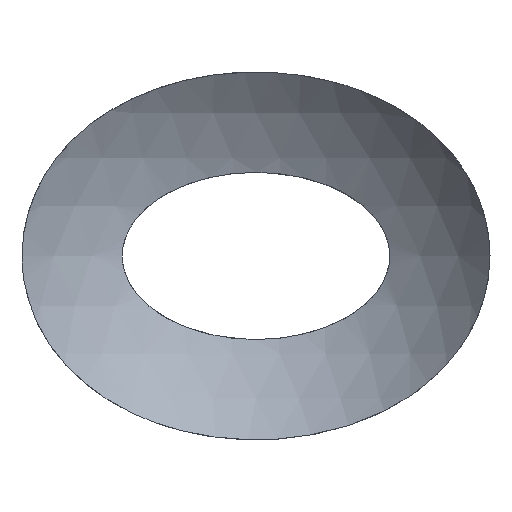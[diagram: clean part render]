
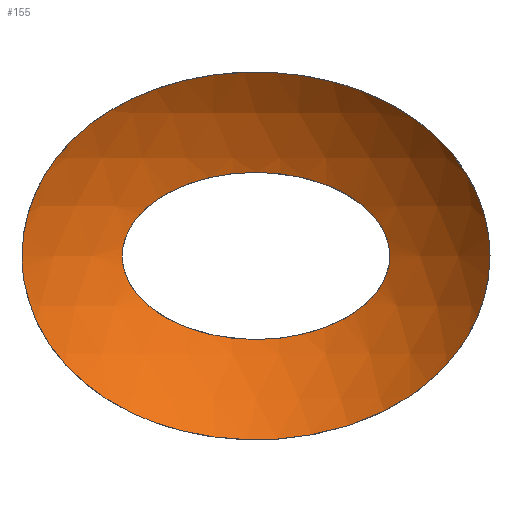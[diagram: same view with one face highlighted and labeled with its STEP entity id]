
A CAD part, front view. The second image highlights one B-rep face of the part: STEP entity #155.
In plain terms, the highlighted spherical face has radius 8.5 mm.
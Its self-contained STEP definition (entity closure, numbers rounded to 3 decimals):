
#46=FACE_BOUND('',#61,.T.);
#50=FACE_OUTER_BOUND('',#60,.T.);
#60=EDGE_LOOP('',(#114,#115));
#61=EDGE_LOOP('',(#116,#117));
#74=B_SPLINE_CURVE_WITH_KNOTS('',3,(#229,#230,#231,#232,#233,#234,#235,
#236,#237,#238,#239,#240,#241,#242,#243,#244,#245,#246,#247,#248,#249,#250,
#251,#252),.UNSPECIFIED.,.F.,.F.,(4,2,2,2,2,2,2,2,2,2,2,4),(0.,0.103,
0.294,0.539,0.816,1.025,
1.271,1.588,1.713,1.949,2.036,
2.109),.UNSPECIFIED.);
#75=B_SPLINE_CURVE_WITH_KNOTS('',3,(#253,#254,#255,#256,#257,#258,#259,
#260,#261,#262,#263,#264,#265,#266,#267,#268,#269,#270,#271,#272,#273,#274,
#275,#276),.UNSPECIFIED.,.F.,.F.,(4,2,2,2,2,2,2,2,2,2,2,4),(0.,0.102,
0.272,0.46,0.672,0.832,
1.02,1.263,1.359,1.542,1.611,
1.668),.UNSPECIFIED.);
#76=B_SPLINE_CURVE_WITH_KNOTS('',3,(#279,#280,#281,#282,#283,#284,#285,
#286,#287,#288,#289,#290,#291,#292,#293,#294,#295,#296,#297,#298,#299,#300),
 .UNSPECIFIED.,.F.,.F.,(4,2,2,2,2,2,2,2,2,2,4),(0.,0.057,0.124,
0.238,0.35,0.444,0.537,
0.649,0.763,0.83,0.887),
 .UNSPECIFIED.);
#77=B_SPLINE_CURVE_WITH_KNOTS('',3,(#301,#302,#303,#304,#305,#306,#307,
#308,#309,#310,#311,#312,#313,#314,#315,#316,#317,#318,#319,#320,#321,#322),
 .UNSPECIFIED.,.F.,.F.,(4,2,2,2,2,2,2,2,2,2,4),(0.,0.057,0.124,
0.238,0.35,0.443,0.536,
0.648,0.763,0.83,0.887),
 .UNSPECIFIED.);
#80=VERTEX_POINT('',#227);
#81=VERTEX_POINT('',#228);
#82=VERTEX_POINT('',#277);
#83=VERTEX_POINT('',#278);
#94=EDGE_CURVE('',#80,#81,#74,.T.);
#95=EDGE_CURVE('',#81,#80,#75,.T.);
#96=EDGE_CURVE('',#82,#83,#76,.T.);
#97=EDGE_CURVE('',#83,#82,#77,.T.);
#114=ORIENTED_EDGE('',*,*,#94,.F.);
#115=ORIENTED_EDGE('',*,*,#95,.F.);
#116=ORIENTED_EDGE('',*,*,#96,.T.);
#117=ORIENTED_EDGE('',*,*,#97,.T.);
#154=SPHERICAL_SURFACE('',#179,8.5);
#155=ADVANCED_FACE('',(#50,#46),#154,.F.);
#179=AXIS2_PLACEMENT_3D('',#226,#193,#194);
#193=DIRECTION('center_axis',(0.,0.,1.));
#194=DIRECTION('ref_axis',(-1.,0.,0.));
#226=CARTESIAN_POINT('Origin',(0.,-4.822,0.));
#227=CARTESIAN_POINT('',(7.,0.,0.));
#228=CARTESIAN_POINT('',(-7.,0.,0.));
#229=CARTESIAN_POINT('Ctrl Pts',(7.,0.,0.));
#230=CARTESIAN_POINT('Ctrl Pts',(7.,0.,
-0.342));
#231=CARTESIAN_POINT('Ctrl Pts',(6.96,0.021,-0.686));
#232=CARTESIAN_POINT('Ctrl Pts',(6.745,0.127,-1.637));
#233=CARTESIAN_POINT('Ctrl Pts',(6.494,0.248,-2.155));
#234=CARTESIAN_POINT('Ctrl Pts',(5.864,0.52,-3.125));
#235=CARTESIAN_POINT('Ctrl Pts',(5.421,0.696,-3.586));
#236=CARTESIAN_POINT('Ctrl Pts',(4.327,1.06,-4.415));
#237=CARTESIAN_POINT('Ctrl Pts',(3.492,1.305,-4.889));
#238=CARTESIAN_POINT('Ctrl Pts',(1.534,1.607,-5.416));
#239=CARTESIAN_POINT('Ctrl Pts',(0.655,1.67,-5.518));
#240=CARTESIAN_POINT('Ctrl Pts',(-1.264,1.642,-5.473));
#241=CARTESIAN_POINT('Ctrl Pts',(-2.192,1.524,-5.278));
#242=CARTESIAN_POINT('Ctrl Pts',(-3.95,1.183,-4.661));
#243=CARTESIAN_POINT('Ctrl Pts',(-4.729,0.937,-4.166));
#244=CARTESIAN_POINT('Ctrl Pts',(-5.527,0.648,-3.447));
#245=CARTESIAN_POINT('Ctrl Pts',(-5.736,0.567,-3.226));
#246=CARTESIAN_POINT('Ctrl Pts',(-6.284,0.344,-2.536));
#247=CARTESIAN_POINT('Ctrl Pts',(-6.605,0.194,-1.981));
#248=CARTESIAN_POINT('Ctrl Pts',(-6.87,0.065,-1.109));
#249=CARTESIAN_POINT('Ctrl Pts',(-6.923,0.039,-0.866));
#250=CARTESIAN_POINT('Ctrl Pts',(-6.985,0.008,
-0.415));
#251=CARTESIAN_POINT('Ctrl Pts',(-7.,0.,-0.207));
#252=CARTESIAN_POINT('Ctrl Pts',(-7.,0.,0.));
#253=CARTESIAN_POINT('Ctrl Pts',(-7.,0.,0.));
#254=CARTESIAN_POINT('Ctrl Pts',(-7.,0.,0.342));
#255=CARTESIAN_POINT('Ctrl Pts',(-6.96,0.021,0.685));
#256=CARTESIAN_POINT('Ctrl Pts',(-6.761,0.119,1.566));
#257=CARTESIAN_POINT('Ctrl Pts',(-6.542,0.227,2.079));
#258=CARTESIAN_POINT('Ctrl Pts',(-5.87,0.518,3.118));
#259=CARTESIAN_POINT('Ctrl Pts',(-5.428,0.693,3.58));
#260=CARTESIAN_POINT('Ctrl Pts',(-4.335,1.058,4.411));
#261=CARTESIAN_POINT('Ctrl Pts',(-3.498,1.303,4.886));
#262=CARTESIAN_POINT('Ctrl Pts',(-1.539,1.607,5.416));
#263=CARTESIAN_POINT('Ctrl Pts',(-0.659,1.67,5.518));
#264=CARTESIAN_POINT('Ctrl Pts',(1.26,1.643,5.473));
#265=CARTESIAN_POINT('Ctrl Pts',(2.187,1.525,5.279));
#266=CARTESIAN_POINT('Ctrl Pts',(3.946,1.185,4.663));
#267=CARTESIAN_POINT('Ctrl Pts',(4.726,0.938,4.168));
#268=CARTESIAN_POINT('Ctrl Pts',(5.524,0.65,3.45));
#269=CARTESIAN_POINT('Ctrl Pts',(5.733,0.568,3.229));
#270=CARTESIAN_POINT('Ctrl Pts',(6.285,0.344,2.536));
#271=CARTESIAN_POINT('Ctrl Pts',(6.604,0.194,1.98));
#272=CARTESIAN_POINT('Ctrl Pts',(6.869,0.066,1.113));
#273=CARTESIAN_POINT('Ctrl Pts',(6.923,0.039,0.868));
#274=CARTESIAN_POINT('Ctrl Pts',(6.985,0.008,0.416));
#275=CARTESIAN_POINT('Ctrl Pts',(7.,0.,0.208));
#276=CARTESIAN_POINT('Ctrl Pts',(7.,0.,0.));
#277=CARTESIAN_POINT('',(-4.,2.678,0.));
#278=CARTESIAN_POINT('',(4.,2.678,0.));
#279=CARTESIAN_POINT('Ctrl Pts',(-4.,2.678,0.));
#280=CARTESIAN_POINT('Ctrl Pts',(-4.,2.678,0.191));
#281=CARTESIAN_POINT('Ctrl Pts',(-3.965,2.69,0.377));
#282=CARTESIAN_POINT('Ctrl Pts',(-3.824,2.734,0.764));
#283=CARTESIAN_POINT('Ctrl Pts',(-3.709,2.77,0.955));
#284=CARTESIAN_POINT('Ctrl Pts',(-3.335,2.876,1.419));
#285=CARTESIAN_POINT('Ctrl Pts',(-3.01,2.962,1.679));
#286=CARTESIAN_POINT('Ctrl Pts',(-2.227,3.12,2.101));
#287=CARTESIAN_POINT('Ctrl Pts',(-1.774,3.193,2.265));
#288=CARTESIAN_POINT('Ctrl Pts',(-0.857,3.281,2.457));
#289=CARTESIAN_POINT('Ctrl Pts',(-0.427,3.302,2.5));
#290=CARTESIAN_POINT('Ctrl Pts',(0.428,3.302,2.5));
#291=CARTESIAN_POINT('Ctrl Pts',(0.858,3.281,2.457));
#292=CARTESIAN_POINT('Ctrl Pts',(1.776,3.193,2.264));
#293=CARTESIAN_POINT('Ctrl Pts',(2.229,3.12,2.101));
#294=CARTESIAN_POINT('Ctrl Pts',(3.011,2.961,1.677));
#295=CARTESIAN_POINT('Ctrl Pts',(3.336,2.876,1.418));
#296=CARTESIAN_POINT('Ctrl Pts',(3.71,2.769,0.954));
#297=CARTESIAN_POINT('Ctrl Pts',(3.824,2.734,0.763));
#298=CARTESIAN_POINT('Ctrl Pts',(3.965,2.69,0.376));
#299=CARTESIAN_POINT('Ctrl Pts',(4.,2.678,0.191));
#300=CARTESIAN_POINT('Ctrl Pts',(4.,2.678,0.));
#301=CARTESIAN_POINT('Ctrl Pts',(4.,2.678,0.));
#302=CARTESIAN_POINT('Ctrl Pts',(4.,2.678,-0.191));
#303=CARTESIAN_POINT('Ctrl Pts',(3.965,2.69,-0.376));
#304=CARTESIAN_POINT('Ctrl Pts',(3.824,2.734,-0.763));
#305=CARTESIAN_POINT('Ctrl Pts',(3.71,2.769,-0.954));
#306=CARTESIAN_POINT('Ctrl Pts',(3.336,2.876,-1.418));
#307=CARTESIAN_POINT('Ctrl Pts',(3.011,2.961,-1.678));
#308=CARTESIAN_POINT('Ctrl Pts',(2.229,3.12,-2.101));
#309=CARTESIAN_POINT('Ctrl Pts',(1.776,3.193,-2.264));
#310=CARTESIAN_POINT('Ctrl Pts',(0.858,3.281,-2.457));
#311=CARTESIAN_POINT('Ctrl Pts',(0.428,3.302,-2.5));
#312=CARTESIAN_POINT('Ctrl Pts',(-0.427,3.302,-2.5));
#313=CARTESIAN_POINT('Ctrl Pts',(-0.857,3.281,-2.457));
#314=CARTESIAN_POINT('Ctrl Pts',(-1.774,3.193,-2.265));
#315=CARTESIAN_POINT('Ctrl Pts',(-2.227,3.12,-2.101));
#316=CARTESIAN_POINT('Ctrl Pts',(-3.01,2.962,-1.679));
#317=CARTESIAN_POINT('Ctrl Pts',(-3.335,2.876,-1.419));
#318=CARTESIAN_POINT('Ctrl Pts',(-3.709,2.77,-0.955));
#319=CARTESIAN_POINT('Ctrl Pts',(-3.824,2.734,-0.764));
#320=CARTESIAN_POINT('Ctrl Pts',(-3.965,2.69,-0.377));
#321=CARTESIAN_POINT('Ctrl Pts',(-4.,2.678,-0.191));
#322=CARTESIAN_POINT('Ctrl Pts',(-4.,2.678,0.));
